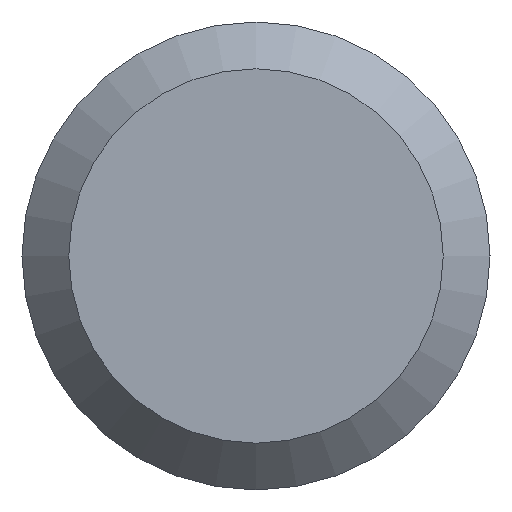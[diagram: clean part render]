
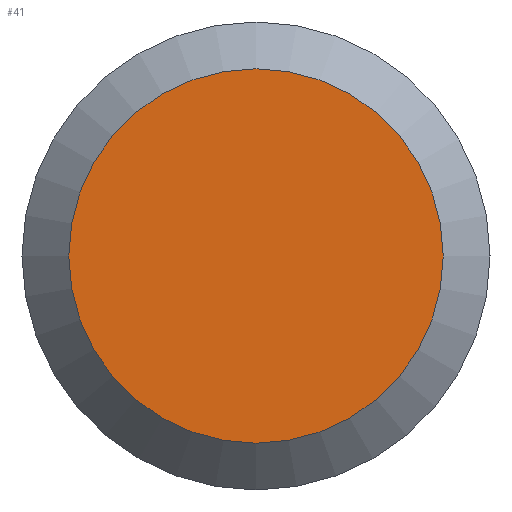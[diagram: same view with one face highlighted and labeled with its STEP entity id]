
A CAD part, left-side view. The second image highlights one B-rep face of the part: STEP entity #41.
In plain terms, the highlighted planar face has unit normal (-1, 0, 0).
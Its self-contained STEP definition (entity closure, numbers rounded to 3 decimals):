
#8 = CARTESIAN_POINT ( 'NONE',  ( 0., 0., 0. ) ) ;
#15 = PLANE ( 'NONE',  #172 ) ;
#16 = CARTESIAN_POINT ( 'NONE',  ( 0., 0., 0. ) ) ;
#36 = VERTEX_POINT ( 'NONE', #210 ) ;
#41 = ADVANCED_FACE ( 'NONE', ( #108 ), #15, .T. ) ;
#51 = AXIS2_PLACEMENT_3D ( 'NONE', #8, #112, #216 ) ;
#79 = DIRECTION ( 'NONE',  ( 0., -1., 0. ) ) ;
#83 = EDGE_LOOP ( 'NONE', ( #176 ) ) ;
#92 = CIRCLE ( 'NONE', #51, 2.4 ) ;
#108 = FACE_OUTER_BOUND ( 'NONE', #83, .T. ) ;
#112 = DIRECTION ( 'NONE',  ( 1., 0., 0. ) ) ;
#117 = EDGE_CURVE ( 'NONE', #36, #36, #92, .T. ) ;
#172 = AXIS2_PLACEMENT_3D ( 'NONE', #16, #199, #79 ) ;
#176 = ORIENTED_EDGE ( 'NONE', *, *, #117, .F. ) ;
#199 = DIRECTION ( 'NONE',  ( -1., 0., 0. ) ) ;
#210 = CARTESIAN_POINT ( 'NONE',  ( 0., 2.4, 0. ) ) ;
#216 = DIRECTION ( 'NONE',  ( 0., 1., 0. ) ) ;
